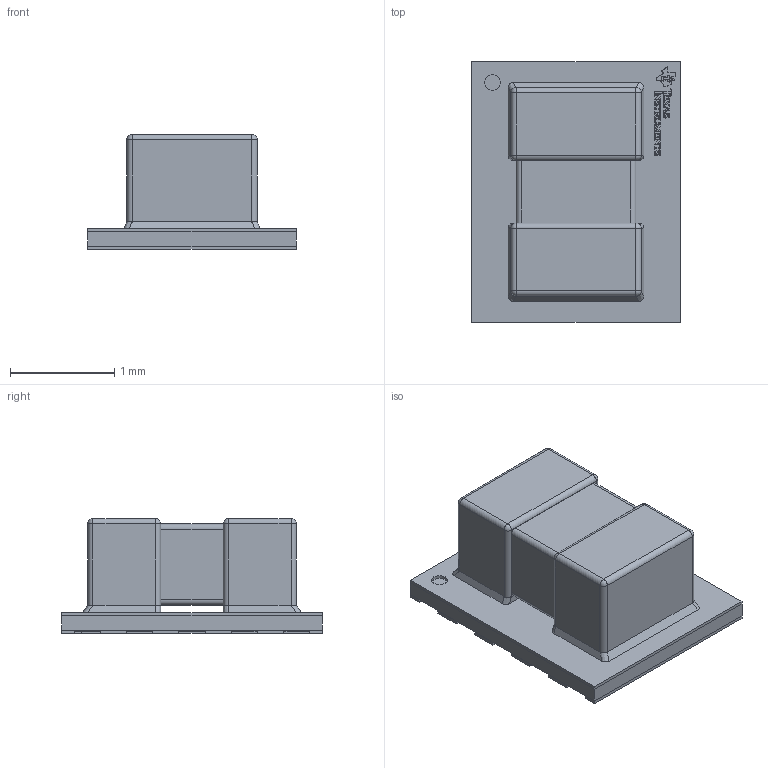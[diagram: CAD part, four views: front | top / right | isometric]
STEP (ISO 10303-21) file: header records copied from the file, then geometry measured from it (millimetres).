
FILE_DESCRIPTION(/* description */ (''),/* implementation_level */ '2;1');
FILE_NAME(/* name */ 'SIL0010D.stp',/* time_stamp */ '2021-02-20T11:56:21+02:00',/* author */ ('thall'),/* organization */ (''),/* preprocessor_version */ 'ST-DEVELOPER v18.1',/* originating_system */ 'Autodesk Inventor 2021',/* authorisation */ '');
FILE_SCHEMA (('AUTOMOTIVE_DESIGN { 1 0 10303 214 3 1 1 }'));
Length unit declared in the file: millimetre
Products named in the file (8): SIL0010D; Substrate; Soldermask; Pads; Solderjoint; Inductor body; Inductor pins; Logo
Assembly tree (7 placements, depth 2):
  SIL0010D
    Substrate
    Soldermask
    Pads
    Solderjoint
    Inductor body
    Inductor pins
    Logo
Bounding box: 2 x 2.5 x 1.1 mm (x, y, z)
Volume: 3.2 mm3; surface area: 56.2 mm2
Topology: 35 solids, 35 shells, 691 faces, 1805 edges, 1184 vertices
Faces by surface type: plane 425, bspline 174, cylinder 76, sphere 16
Full cylindrical faces by diameter (mm): 0.15 x1
Entity records: 23813 total; most frequent: CARTESIAN_POINT 7519, ORIENTED_EDGE 3610, DIRECTION 2691, EDGE_CURVE 1805, LINE 1311, VECTOR 1311, VERTEX_POINT 1184, EDGE_LOOP 701
